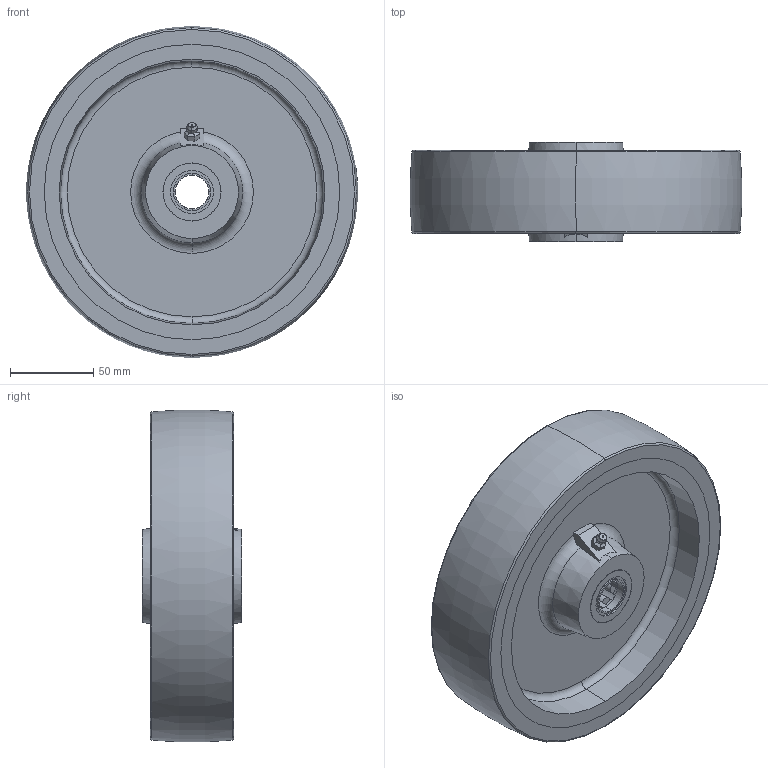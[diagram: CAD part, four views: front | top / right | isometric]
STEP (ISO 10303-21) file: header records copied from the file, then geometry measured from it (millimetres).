
FILE_DESCRIPTION(('STEP AP214'),'1');
FILE_NAME('BZXH200WEPTRBM20.STEP','2022-11-04T12:03:57',(' '),(' '),'Spatial InterOp 3D',' ',' ');
FILE_SCHEMA(('AUTOMOTIVE_DESIGN { 1 0 10303 214 1 1 1 1 }'));
Length unit declared in the file: metre
Products named in the file (10): BZXH200WEPTRBM20; POLYURETHANE TYRE; CAST IRON RIM; CAST IRON RIM Geometry; GREASE NIPPLE; ROLLER BEARING; NYLON CAGE; Pattern; Component1; CAP
Assembly tree (17 placements, depth 4):
  BZXH200WEPTRBM20
    POLYURETHANE TYRE
    CAST IRON RIM
      CAST IRON RIM Geometry
      GREASE NIPPLE
    ROLLER BEARING
      NYLON CAGE
      Pattern
        Component1  x8
      CAP  x2
Bounding box: 199.52 x 60 x 199.74 mm (x, y, z)
Volume: 883425.1 mm3; surface area: 202055.9 mm2
Topology: 14 solids, 14 shells, 197 faces, 520 edges, 342 vertices
Faces by surface type: plane 95, cylinder 60, torus 20, cone 10, bspline 10, sphere 2
Entity records: 5928 total; most frequent: CARTESIAN_POINT 1452, DIRECTION 937, ORIENTED_EDGE 868, EDGE_CURVE 434, AXIS2_PLACEMENT_3D 358, VERTEX_POINT 282, LINE 221, VECTOR 221
